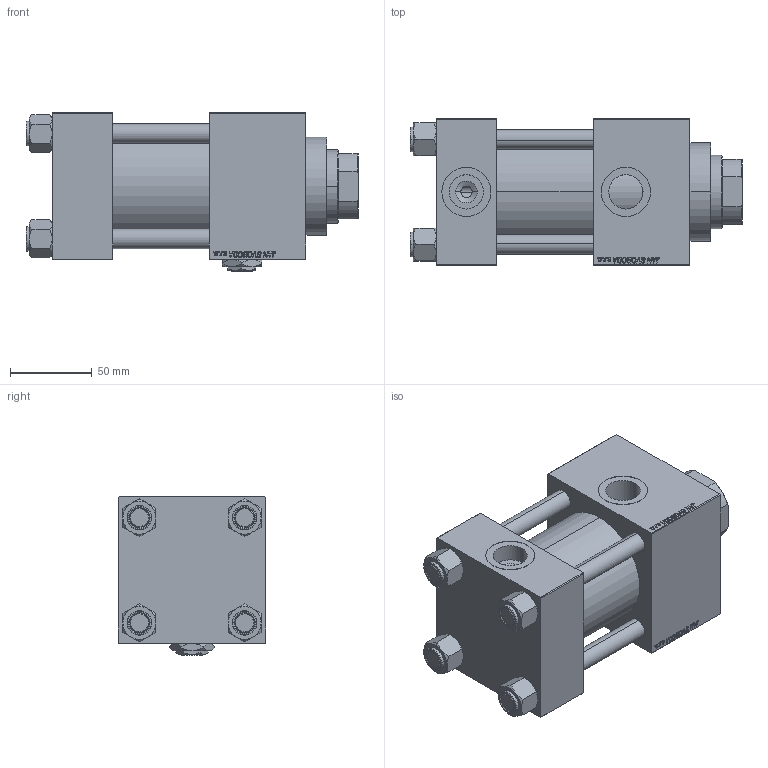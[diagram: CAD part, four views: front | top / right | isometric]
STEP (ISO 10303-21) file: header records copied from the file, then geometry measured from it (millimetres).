
FILE_DESCRIPTION (( 'STEP AP203' ), '1' );
FILE_NAME ('ef9a.STEP', '2025-02-12T10:28:36', ( '' ), ( '' ), 'SwSTEP 2.0', 'SolidWorks 2019', '' );
FILE_SCHEMA (( 'CONFIG_CONTROL_DESIGN' ));
Length unit declared in the file: millimetre
Products named in the file (7): NUT_M5_C 04da58c944566ccc95d99ea08d8aad40; Zatka_pro_OIL_PORT 04da58c944566ccc95d99ea08d8aad40; V215_VC_A 04da58c944566ccc95d99ea08d8aad40; V215CR_VCP_C 04da58c944566ccc95d99ea08d8aad40; ef9a; V215CR_C_TYCINKA 04da58c944566ccc95d99ea08d8aad40; V215CR_C_Body 04da58c944566ccc95d99ea08d8aad40
Assembly tree (12 placements, depth 2):
  ef9a
    V215CR_C_Body 04da58c944566ccc95d99ea08d8aad40
    V215CR_VCP_C 04da58c944566ccc95d99ea08d8aad40
    NUT_M5_C 04da58c944566ccc95d99ea08d8aad40  x4
    V215CR_C_TYCINKA 04da58c944566ccc95d99ea08d8aad40  x4
    V215_VC_A 04da58c944566ccc95d99ea08d8aad40
    Zatka_pro_OIL_PORT 04da58c944566ccc95d99ea08d8aad40
Bounding box: 203 x 90 x 97 mm (x, y, z)
Volume: 993536.1 mm3; surface area: 192054.5 mm2
Topology: 12 solids, 12 shells, 1193 faces, 2983 edges, 1931 vertices
Faces by surface type: plane 549, bspline 392, cone 156, cylinder 88, torus 8
Entity records: 51875 total; most frequent: CARTESIAN_POINT 27694, ORIENTED_EDGE 5458, DIRECTION 3479, EDGE_CURVE 2729, VERTEX_POINT 1787, LINE 1629, VECTOR 1629, EDGE_LOOP 1204
